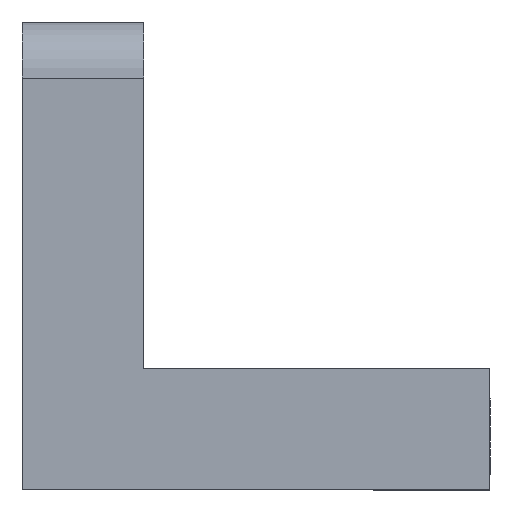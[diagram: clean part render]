
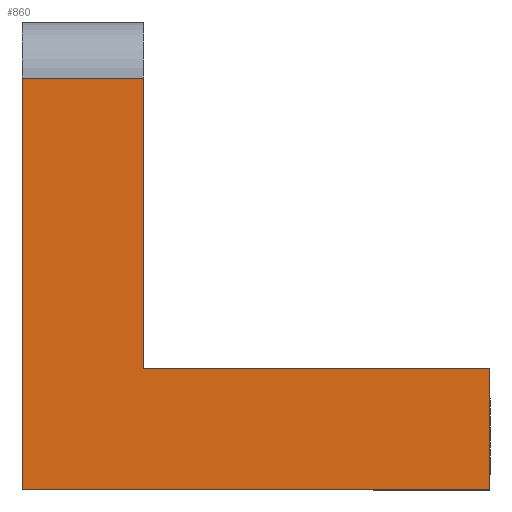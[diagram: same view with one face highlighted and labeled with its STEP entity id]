
A CAD part, left-side view. The second image highlights one B-rep face of the part: STEP entity #860.
In plain terms, the highlighted planar face has unit normal (-1, 0, 0).
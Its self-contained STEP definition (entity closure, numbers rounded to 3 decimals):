
#8 = CARTESIAN_POINT ( 'NONE',  ( -110., 0., 3.25 ) ) ;
#17 = DIRECTION ( 'NONE',  ( 0., 0., -1. ) ) ;
#39 = VECTOR ( 'NONE', #663, 1000. ) ;
#98 = DIRECTION ( 'NONE',  ( 0., 0., -1. ) ) ;
#99 = ORIENTED_EDGE ( 'NONE', *, *, #204, .F. ) ;
#102 = FACE_OUTER_BOUND ( 'NONE', #252, .T. ) ;
#110 = CARTESIAN_POINT ( 'NONE',  ( -110., 0., 3.25 ) ) ;
#120 = DIRECTION ( 'NONE',  ( 0., 1., 0. ) ) ;
#135 = LINE ( 'NONE', #412, #213 ) ;
#167 = DIRECTION ( 'NONE',  ( 1., 0., 0. ) ) ;
#180 = LINE ( 'NONE', #110, #39 ) ;
#200 = ORIENTED_EDGE ( 'NONE', *, *, #481, .F. ) ;
#204 = EDGE_CURVE ( 'NONE', #285, #419, #459, .T. ) ;
#213 = VECTOR ( 'NONE', #578, 1000. ) ;
#215 = LINE ( 'NONE', #495, #599 ) ;
#237 = ORIENTED_EDGE ( 'NONE', *, *, #787, .F. ) ;
#239 = EDGE_CURVE ( 'NONE', #831, #303, #329, .T. ) ;
#252 = EDGE_LOOP ( 'NONE', ( #200, #321, #750, #99, #314, #237 ) ) ;
#253 = VECTOR ( 'NONE', #17, 1000. ) ;
#285 = VERTEX_POINT ( 'NONE', #512 ) ;
#302 = CARTESIAN_POINT ( 'NONE',  ( -110., 18.5, 18.75 ) ) ;
#303 = VERTEX_POINT ( 'NONE', #522 ) ;
#314 = ORIENTED_EDGE ( 'NONE', *, *, #366, .F. ) ;
#321 = ORIENTED_EDGE ( 'NONE', *, *, #239, .T. ) ;
#329 = LINE ( 'NONE', #465, #588 ) ;
#335 = CARTESIAN_POINT ( 'NONE',  ( -110., 18.5, 3.25 ) ) ;
#366 = EDGE_CURVE ( 'NONE', #535, #285, #180, .T. ) ;
#412 = CARTESIAN_POINT ( 'NONE',  ( -110., 18.5, 3.25 ) ) ;
#419 = VERTEX_POINT ( 'NONE', #656 ) ;
#459 = LINE ( 'NONE', #804, #477 ) ;
#465 = CARTESIAN_POINT ( 'NONE',  ( -110., 0., 18.75 ) ) ;
#477 = VECTOR ( 'NONE', #592, 1000. ) ;
#481 = EDGE_CURVE ( 'NONE', #831, #647, #821, .T. ) ;
#495 = CARTESIAN_POINT ( 'NONE',  ( -110., 25., -3.25 ) ) ;
#512 = CARTESIAN_POINT ( 'NONE',  ( -110., 0., -3.25 ) ) ;
#522 = CARTESIAN_POINT ( 'NONE',  ( -110., 25., 18.75 ) ) ;
#535 = VERTEX_POINT ( 'NONE', #8 ) ;
#578 = DIRECTION ( 'NONE',  ( 0., -1., 0. ) ) ;
#588 = VECTOR ( 'NONE', #120, 1000. ) ;
#592 = DIRECTION ( 'NONE',  ( 0., 1., 0. ) ) ;
#599 = VECTOR ( 'NONE', #763, 1000. ) ;
#627 = EDGE_CURVE ( 'NONE', #419, #303, #215, .T. ) ;
#637 = CARTESIAN_POINT ( 'NONE',  ( -110., 18.5, 21.75 ) ) ;
#646 = CARTESIAN_POINT ( 'NONE',  ( -110., 0., 0. ) ) ;
#647 = VERTEX_POINT ( 'NONE', #335 ) ;
#656 = CARTESIAN_POINT ( 'NONE',  ( -110., 25., -3.25 ) ) ;
#663 = DIRECTION ( 'NONE',  ( 0., 0., -1. ) ) ;
#714 = PLANE ( 'NONE',  #868 ) ;
#750 = ORIENTED_EDGE ( 'NONE', *, *, #627, .F. ) ;
#763 = DIRECTION ( 'NONE',  ( 0., 0., 1. ) ) ;
#787 = EDGE_CURVE ( 'NONE', #647, #535, #135, .T. ) ;
#804 = CARTESIAN_POINT ( 'NONE',  ( -110., 0., -3.25 ) ) ;
#821 = LINE ( 'NONE', #637, #253 ) ;
#831 = VERTEX_POINT ( 'NONE', #302 ) ;
#860 = ADVANCED_FACE ( 'NONE', ( #102 ), #714, .F. ) ;
#868 = AXIS2_PLACEMENT_3D ( 'NONE', #646, #167, #98 ) ;
